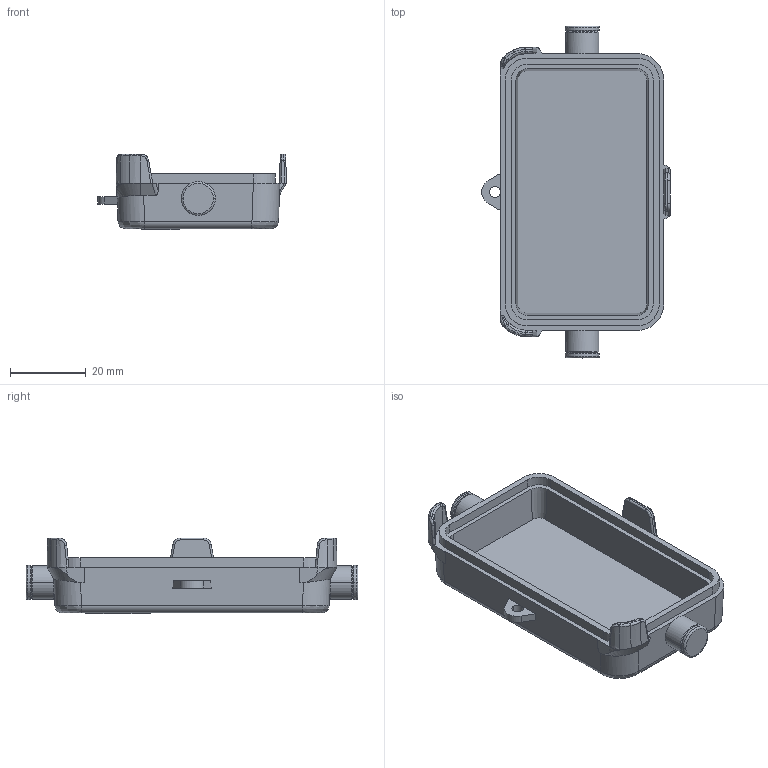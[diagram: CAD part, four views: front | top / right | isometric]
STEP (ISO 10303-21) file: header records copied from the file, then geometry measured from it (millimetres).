
FILE_DESCRIPTION(('Creo Elements/Direct Modeling STEP Export'),'2;1');
FILE_NAME('223mij862qmpes07044','2024-05-21T13:37:55',(''),(''),'Creo Elements/Direct Modeling STEP processor for AP214 (Solid Model)','Creo Elements/Direct Modeling 20.5B 27-May-2023 (C) Parametric Technology GmbH','');
FILE_SCHEMA(('AUTOMOTIVE_DESIGN { 1 0 10303 214 1 1 1 1 }'));
Length unit declared in the file: millimetre
Products named in the file (2): CHC 10 SL
Assembly tree (1 placements, depth 2):
  CHC 10 SL
    CHC 10 SL
Bounding box: 49.7 x 87.5 x 20 mm (x, y, z)
Volume: 17601.4 mm3; surface area: 12712.7 mm2
Topology: 1 solids, 1 shells, 236 faces, 588 edges, 368 vertices
Faces by surface type: plane 98, cylinder 74, bspline 32, torus 16, cone 16
Entity records: 10485 total; most frequent: CARTESIAN_POINT 3113, ORIENTED_EDGE 1180, DIRECTION 1089, EDGE_CURVE 588, AXIS2_PLACEMENT_3D 390, VERTEX_POINT 368, VECTOR 309, LINE 309
